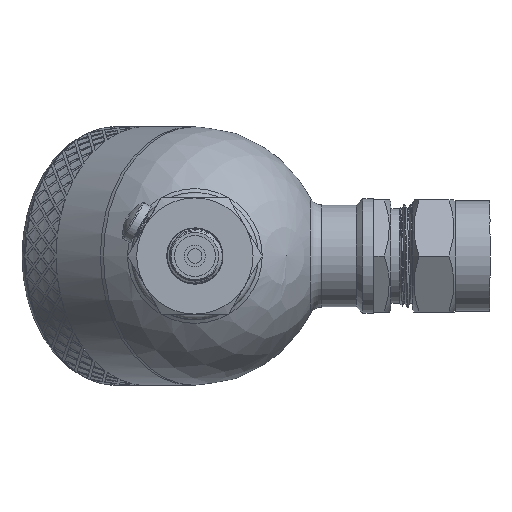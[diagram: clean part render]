
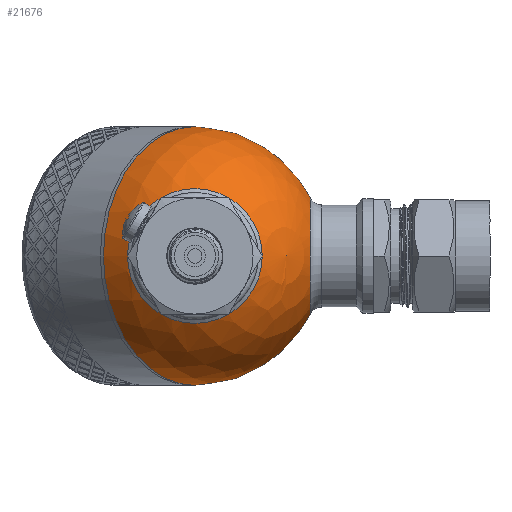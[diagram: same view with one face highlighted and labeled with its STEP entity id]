
A CAD part, left-side view. The second image highlights one B-rep face of the part: STEP entity #21676.
In plain terms, the highlighted spherical face has radius 30 mm.
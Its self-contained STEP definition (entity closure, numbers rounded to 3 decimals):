
#39=SPHERICAL_SURFACE('',#22966,30.);
#104=FACE_BOUND('',#3262,.T.);
#105=FACE_BOUND('',#3263,.T.);
#1820=FACE_OUTER_BOUND('',#3261,.T.);
#3261=EDGE_LOOP('',(#16057,#16058,#16059,#16060));
#3262=EDGE_LOOP('',(#16061));
#3263=EDGE_LOOP('',(#16062));
#4593=CIRCLE('',#22963,15.643);
#4596=CIRCLE('',#22967,30.);
#4597=CIRCLE('',#22968,30.);
#4598=CIRCLE('',#22969,30.);
#4599=CIRCLE('',#22970,13.5);
#9026=VERTEX_POINT('',#37764);
#9028=VERTEX_POINT('',#37770);
#9029=VERTEX_POINT('',#37771);
#9030=VERTEX_POINT('',#37773);
#9031=VERTEX_POINT('',#37776);
#11644=EDGE_CURVE('',#9026,#9026,#4593,.T.);
#11647=EDGE_CURVE('',#9028,#9029,#4596,.T.);
#11648=EDGE_CURVE('',#9028,#9030,#4597,.T.);
#11649=EDGE_CURVE('',#9029,#9028,#4598,.T.);
#11650=EDGE_CURVE('',#9031,#9031,#4599,.T.);
#16057=ORIENTED_EDGE('',*,*,#11647,.F.);
#16058=ORIENTED_EDGE('',*,*,#11648,.T.);
#16059=ORIENTED_EDGE('',*,*,#11648,.F.);
#16060=ORIENTED_EDGE('',*,*,#11649,.F.);
#16061=ORIENTED_EDGE('',*,*,#11644,.F.);
#16062=ORIENTED_EDGE('',*,*,#11650,.F.);
#21676=ADVANCED_FACE('',(#1820,#104,#105),#39,.T.);
#22963=AXIS2_PLACEMENT_3D('',#37765,#24304,#24305);
#22966=AXIS2_PLACEMENT_3D('',#37769,#24310,#24311);
#22967=AXIS2_PLACEMENT_3D('',#37772,#24312,#24313);
#22968=AXIS2_PLACEMENT_3D('',#37774,#24314,#24315);
#22969=AXIS2_PLACEMENT_3D('',#37775,#24316,#24317);
#22970=AXIS2_PLACEMENT_3D('',#37777,#24318,#24319);
#24304=DIRECTION('center_axis',(-0.707,0.,0.707));
#24305=DIRECTION('ref_axis',(0.707,0.,0.707));
#24310=DIRECTION('center_axis',(1.,0.,0.));
#24311=DIRECTION('ref_axis',(0.,-1.,0.));
#24312=DIRECTION('center_axis',(1.,0.,0.));
#24313=DIRECTION('ref_axis',(0.,1.,0.));
#24314=DIRECTION('center_axis',(0.,0.,1.));
#24315=DIRECTION('ref_axis',(0.,1.,0.));
#24316=DIRECTION('center_axis',(1.,0.,0.));
#24317=DIRECTION('ref_axis',(0.,1.,0.));
#24318=DIRECTION('center_axis',(-0.707,0.,-0.707));
#24319=DIRECTION('ref_axis',(-0.707,0.,0.707));
#37764=CARTESIAN_POINT('',(-29.162,0.,7.04));
#37765=CARTESIAN_POINT('Origin',(-18.101,0.,18.101));
#37769=CARTESIAN_POINT('Origin',(0.,0.,0.));
#37770=CARTESIAN_POINT('',(0.,30.,0.));
#37771=CARTESIAN_POINT('',(0.,-30.,0.));
#37772=CARTESIAN_POINT('Origin',(0.,0.,0.));
#37773=CARTESIAN_POINT('',(-30.,0.,0.));
#37774=CARTESIAN_POINT('Origin',(0.,0.,0.));
#37775=CARTESIAN_POINT('Origin',(0.,0.,0.));
#37776=CARTESIAN_POINT('',(-9.398,0.,-28.49));
#37777=CARTESIAN_POINT('Origin',(-18.944,0.,-18.944));
